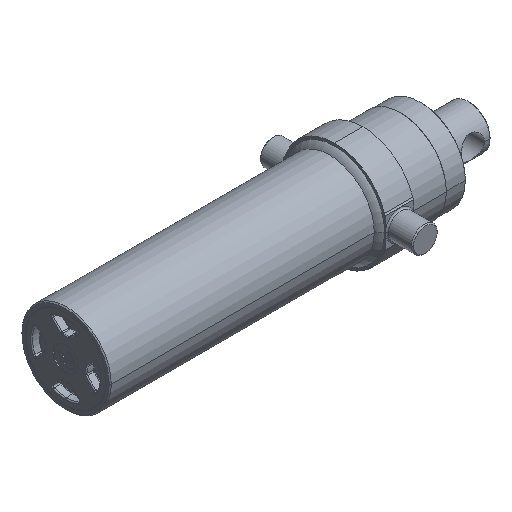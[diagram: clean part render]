
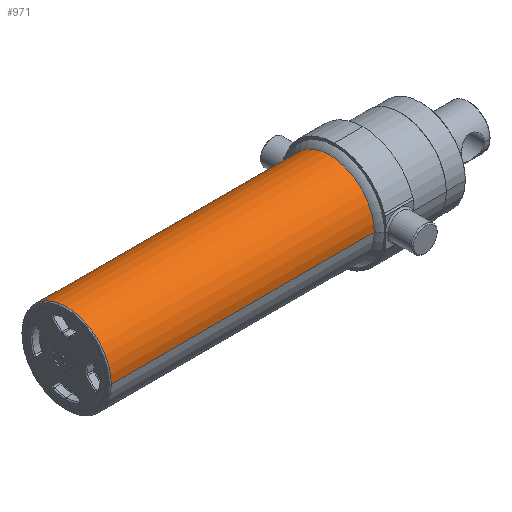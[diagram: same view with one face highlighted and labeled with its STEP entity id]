
A CAD part, isometric view. The second image highlights one B-rep face of the part: STEP entity #971.
In plain terms, the highlighted cylindrical face has radius 87 mm (diameter 174 mm), a partial arc.
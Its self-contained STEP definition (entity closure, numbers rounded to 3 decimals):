
#84 = CARTESIAN_POINT ( 'NONE',  ( 127.37, 87., 0. ) ) ;
#227 = VERTEX_POINT ( 'NONE', #1487 ) ;
#280 = CARTESIAN_POINT ( 'NONE',  ( 548.035, 86.883, 4.52 ) ) ;
#314 = CARTESIAN_POINT ( 'NONE',  ( 553.557, 86.806, 5.808 ) ) ;
#339 = CARTESIAN_POINT ( 'NONE',  ( 557.468, 86.965, 2.478 ) ) ;
#409 = CYLINDRICAL_SURFACE ( 'NONE', #5379, 87. ) ;
#488 = VERTEX_POINT ( 'NONE', #3909 ) ;
#635 = CARTESIAN_POINT ( 'NONE',  ( 576.5, 0., 0. ) ) ;
#638 = FACE_OUTER_BOUND ( 'NONE', #9248, .T. ) ;
#937 = VERTEX_POINT ( 'NONE', #8528 ) ;
#971 = ADVANCED_FACE ( 'NONE', ( #638 ), #409, .T. ) ;
#1029 = CARTESIAN_POINT ( 'NONE',  ( 548.829, 86.851, 5.097 ) ) ;
#1068 = CARTESIAN_POINT ( 'NONE',  ( 554.476, 86.828, 5.469 ) ) ;
#1101 = CARTESIAN_POINT ( 'NONE',  ( 557.807, 86.987, 1.558 ) ) ;
#1279 = CARTESIAN_POINT ( 'NONE',  ( 2., 0., 0. ) ) ;
#1378 = DIRECTION ( 'NONE',  ( 0., 1., 0. ) ) ;
#1487 = CARTESIAN_POINT ( 'NONE',  ( 558., 87., 0. ) ) ;
#1544 = LINE ( 'NONE', #4925, #3250 ) ;
#1697 = VERTEX_POINT ( 'NONE', #4140 ) ;
#1731 = CARTESIAN_POINT ( 'NONE',  ( 546.039, 86.997, 0.786 ) ) ;
#1732 = CARTESIAN_POINT ( 'NONE',  ( 546., 87., 0.397 ) ) ;
#1767 = CARTESIAN_POINT ( 'NONE',  ( 549.346, 86.833, 5.385 ) ) ;
#1800 = CARTESIAN_POINT ( 'NONE',  ( 555.003, 86.845, 5.198 ) ) ;
#1830 = CARTESIAN_POINT ( 'NONE',  ( 558., 87., 0.392 ) ) ;
#1832 = CARTESIAN_POINT ( 'NONE',  ( 576.5, 87., 0. ) ) ;
#1882 = VERTEX_POINT ( 'NONE', #1832 ) ;
#1958 = ORIENTED_EDGE ( 'NONE', *, *, #4941, .T. ) ;
#2027 = DIRECTION ( 'NONE',  ( 0., 1., 0. ) ) ;
#2298 = EDGE_CURVE ( 'NONE', #937, #227, #5674, .T. ) ;
#2470 = CARTESIAN_POINT ( 'NONE',  ( 546.201, 86.986, 1.552 ) ) ;
#2499 = CARTESIAN_POINT ( 'NONE',  ( 550.068, 86.814, 5.684 ) ) ;
#2529 = CARTESIAN_POINT ( 'NONE',  ( 555.659, 86.869, 4.772 ) ) ;
#2900 = ORIENTED_EDGE ( 'NONE', *, *, #8154, .F. ) ;
#2909 = ORIENTED_EDGE ( 'NONE', *, *, #5666, .F. ) ;
#2938 = ORIENTED_EDGE ( 'NONE', *, *, #7768, .F. ) ;
#3195 = CIRCLE ( 'NONE', #5767, 87. ) ;
#3201 = CARTESIAN_POINT ( 'NONE',  ( 546.382, 86.974, 2.116 ) ) ;
#3226 = CARTESIAN_POINT ( 'NONE',  ( 550.636, 86.803, 5.846 ) ) ;
#3250 = VECTOR ( 'NONE', #4232, 1000. ) ;
#3253 = CARTESIAN_POINT ( 'NONE',  ( 127.37, -87., 0. ) ) ;
#3266 = CARTESIAN_POINT ( 'NONE',  ( 556.522, 86.91, 3.963 ) ) ;
#3404 = ORIENTED_EDGE ( 'NONE', *, *, #4448, .T. ) ;
#3640 = CARTESIAN_POINT ( 'NONE',  ( 576.5, -87., 0. ) ) ;
#3716 = DIRECTION ( 'NONE',  ( 1., 0., 0. ) ) ;
#3795 = ORIENTED_EDGE ( 'NONE', *, *, #2298, .F. ) ;
#3824 = VECTOR ( 'NONE', #3716, 1000. ) ;
#3863 = AXIS2_PLACEMENT_3D ( 'NONE', #635, #5771, #1378 ) ;
#3909 = CARTESIAN_POINT ( 'NONE',  ( 2., -87., 0. ) ) ;
#3931 = CARTESIAN_POINT ( 'NONE',  ( 546.792, 86.949, 3.006 ) ) ;
#3963 = CARTESIAN_POINT ( 'NONE',  ( 551.606, 86.793, 6. ) ) ;
#3993 = CARTESIAN_POINT ( 'NONE',  ( 557.096, 86.942, 3.173 ) ) ;
#4140 = CARTESIAN_POINT ( 'NONE',  ( 2., 87., 0. ) ) ;
#4232 = DIRECTION ( 'NONE',  ( 1., 0., 0. ) ) ;
#4448 = EDGE_CURVE ( 'NONE', #1697, #488, #3195, .T. ) ;
#4608 = VERTEX_POINT ( 'NONE', #3640 ) ;
#4688 = CARTESIAN_POINT ( 'NONE',  ( 547.481, 86.91, 3.967 ) ) ;
#4716 = CARTESIAN_POINT ( 'NONE',  ( 552.787, 86.796, 5.961 ) ) ;
#4750 = CARTESIAN_POINT ( 'NONE',  ( 557.383, 86.96, 2.658 ) ) ;
#4925 = CARTESIAN_POINT ( 'NONE',  ( 127.37, 87., 0. ) ) ;
#4941 = EDGE_CURVE ( 'NONE', #488, #4608, #8594, .T. ) ;
#5328 = CARTESIAN_POINT ( 'NONE',  ( 127.37, 0., 0. ) ) ;
#5379 = AXIS2_PLACEMENT_3D ( 'NONE', #5328, #8155, #6715 ) ;
#5415 = CARTESIAN_POINT ( 'NONE',  ( 548.337, 86.87, 4.768 ) ) ;
#5454 = CARTESIAN_POINT ( 'NONE',  ( 553.931, 86.814, 5.694 ) ) ;
#5488 = CARTESIAN_POINT ( 'NONE',  ( 557.694, 86.979, 1.933 ) ) ;
#5666 = EDGE_CURVE ( 'NONE', #1882, #4608, #8124, .T. ) ;
#5674 = B_SPLINE_CURVE_WITH_KNOTS ( 'NONE', 3,
 ( #8183, #1732, #1731, #6839, #2470, #7550, #3201, #8282, #3931, #9004, #4688, #280, #5415, #1029, #6147, #1767, #6866, #2499, #7587, #3226, #8314, #3963, #9033, #4716, #314, #5454, #1068, #6176, #1800, #6902, #2529, #7615, #3266, #8342, #3993, #9062, #4750, #339, #5488, #1101, #6205, #1830, #6930 ),
 .UNSPECIFIED., .F., .F.,
 ( 4, 2, 2, 2, 2, 2, 2, 2, 1, 2, 2, 2, 2, 2, 2, 2, 2, 2, 2, 2, 2, 4 ),
 ( 0., 0.001, 0.002, 0.002, 0.004, 0.005, 0.006, 0.006, 0.007, 0.008, 0.008, 0.009, 0.011, 0.012, 0.012, 0.013, 0.014, 0.015, 0.016, 0.016, 0.018, 0.019 ),
 .UNSPECIFIED. ) ;
#5767 = AXIS2_PLACEMENT_3D ( 'NONE', #1279, #6397, #2027 ) ;
#5771 = DIRECTION ( 'NONE',  ( 1., 0., 0. ) ) ;
#6147 = CARTESIAN_POINT ( 'NONE',  ( 548.999, 86.845, 5.199 ) ) ;
#6176 = CARTESIAN_POINT ( 'NONE',  ( 554.655, 86.833, 5.384 ) ) ;
#6205 = CARTESIAN_POINT ( 'NONE',  ( 557.961, 86.997, 0.789 ) ) ;
#6397 = DIRECTION ( 'NONE',  ( 1., 0., 0. ) ) ;
#6690 = VECTOR ( 'NONE', #8328, 1000. ) ;
#6715 = DIRECTION ( 'NONE',  ( 0., 1., 0. ) ) ;
#6839 = CARTESIAN_POINT ( 'NONE',  ( 546.153, 86.99, 1.362 ) ) ;
#6866 = CARTESIAN_POINT ( 'NONE',  ( 549.699, 86.823, 5.552 ) ) ;
#6902 = CARTESIAN_POINT ( 'NONE',  ( 555.171, 86.851, 5.097 ) ) ;
#6930 = CARTESIAN_POINT ( 'NONE',  ( 558., 87., 0. ) ) ;
#7550 = CARTESIAN_POINT ( 'NONE',  ( 546.315, 86.979, 1.929 ) ) ;
#7587 = CARTESIAN_POINT ( 'NONE',  ( 550.443, 86.807, 5.798 ) ) ;
#7615 = CARTESIAN_POINT ( 'NONE',  ( 555.962, 86.883, 4.524 ) ) ;
#7768 = EDGE_CURVE ( 'NONE', #1697, #937, #8375, .T. ) ;
#8124 = CIRCLE ( 'NONE', #3863, 87. ) ;
#8154 = EDGE_CURVE ( 'NONE', #227, #1882, #1544, .T. ) ;
#8155 = DIRECTION ( 'NONE',  ( 1., 0., 0. ) ) ;
#8183 = CARTESIAN_POINT ( 'NONE',  ( 546., 87., 0. ) ) ;
#8282 = CARTESIAN_POINT ( 'NONE',  ( 546.608, 86.96, 2.661 ) ) ;
#8314 = CARTESIAN_POINT ( 'NONE',  ( 551.217, 86.796, 5.962 ) ) ;
#8328 = DIRECTION ( 'NONE',  ( 1., 0., 0. ) ) ;
#8342 = CARTESIAN_POINT ( 'NONE',  ( 556.77, 86.924, 3.66 ) ) ;
#8375 = LINE ( 'NONE', #84, #3824 ) ;
#8528 = CARTESIAN_POINT ( 'NONE',  ( 546., 87., 0. ) ) ;
#8594 = LINE ( 'NONE', #3253, #6690 ) ;
#9004 = CARTESIAN_POINT ( 'NONE',  ( 547.228, 86.924, 3.658 ) ) ;
#9033 = CARTESIAN_POINT ( 'NONE',  ( 552.389, 86.793, 6. ) ) ;
#9062 = CARTESIAN_POINT ( 'NONE',  ( 557.197, 86.948, 3.005 ) ) ;
#9248 = EDGE_LOOP ( 'NONE', ( #3404, #1958, #2909, #2900, #3795, #2938 ) ) ;
